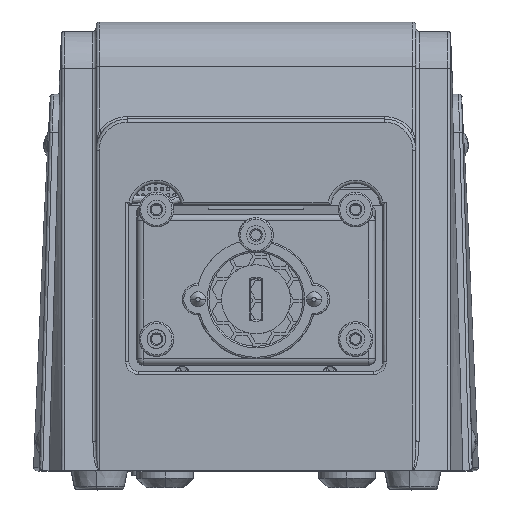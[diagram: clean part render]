
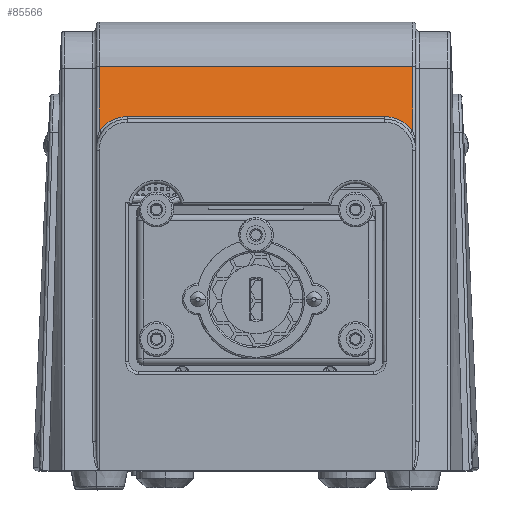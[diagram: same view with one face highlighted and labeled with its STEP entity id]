
A CAD part, top view. The second image highlights one B-rep face of the part: STEP entity #85566.
In plain terms, the highlighted planar face has unit normal (0, 0.209, 0.978).
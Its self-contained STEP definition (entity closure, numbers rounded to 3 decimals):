
#3057 = CARTESIAN_POINT ( 'NONE',  ( 204.219, 143., 82.357 ) ) ;
#5242 = VERTEX_POINT ( 'NONE', #99894 ) ;
#5590 = VECTOR ( 'NONE', #32356, 1000. ) ;
#6520 = ORIENTED_EDGE ( 'NONE', *, *, #31852, .T. ) ;
#6750 = CARTESIAN_POINT ( 'NONE',  ( -41., 112.79, 88.831 ) ) ;
#11292 = EDGE_CURVE ( 'NONE', #42023, #5242, #93649, .T. ) ;
#15002 = DIRECTION ( 'NONE',  ( 0., 0.978, -0.21 ) ) ;
#16075 = ORIENTED_EDGE ( 'NONE', *, *, #34703, .T. ) ;
#17167 = LINE ( 'NONE', #20613, #80973 ) ;
#18811 =( BOUNDED_CURVE ( )  B_SPLINE_CURVE ( 3, ( #97004, #50806, #76598, #81699 ),
 .UNSPECIFIED., .F., .F. ) 
 B_SPLINE_CURVE_WITH_KNOTS ( ( 4, 4 ),
 ( 3.142, 4.1 ),
 .UNSPECIFIED. ) 
 CURVE ( )  GEOMETRIC_REPRESENTATION_ITEM ( )  RATIONAL_B_SPLINE_CURVE ( ( 1., 0.925, 0.925, 1. ) ) 
 REPRESENTATION_ITEM ( '' )  );
#20613 = CARTESIAN_POINT ( 'NONE',  ( 50., 128.772, 85.406 ) ) ;
#28660 = CARTESIAN_POINT ( 'NONE',  ( 204.219, 112.79, 88.831 ) ) ;
#28726 = ORIENTED_EDGE ( 'NONE', *, *, #11292, .T. ) ;
#31852 = EDGE_CURVE ( 'NONE', #60084, #85913, #17167, .T. ) ;
#32356 = DIRECTION ( 'NONE',  ( 0., -0.978, 0.21 ) ) ;
#33838 = DIRECTION ( 'NONE',  ( 0., -0.21, -0.978 ) ) ;
#34703 = EDGE_CURVE ( 'NONE', #85913, #63618, #59803, .T. ) ;
#35885 = DIRECTION ( 'NONE',  ( -1., 0., 0. ) ) ;
#39057 =( BOUNDED_CURVE ( )  B_SPLINE_CURVE ( 3, ( #99083, #39159, #92255, #6750 ),
 .UNSPECIFIED., .F., .F. ) 
 B_SPLINE_CURVE_WITH_KNOTS ( ( 4, 4 ),
 ( 2.183, 3.142 ),
 .UNSPECIFIED. ) 
 CURVE ( )  GEOMETRIC_REPRESENTATION_ITEM ( )  RATIONAL_B_SPLINE_CURVE ( ( 1., 0.925, 0.925, 1. ) ) 
 REPRESENTATION_ITEM ( '' )  );
#39159 = CARTESIAN_POINT ( 'NONE',  ( -47.899, 111.106, 89.192 ) ) ;
#42023 = VERTEX_POINT ( 'NONE', #65487 ) ;
#42593 = LINE ( 'NONE', #80242, #5590 ) ;
#45927 = ORIENTED_EDGE ( 'NONE', *, *, #56621, .T. ) ;
#47805 = VECTOR ( 'NONE', #35885, 1000. ) ;
#48809 = CARTESIAN_POINT ( 'NONE',  ( 50., 128.772, 85.406 ) ) ;
#50806 = CARTESIAN_POINT ( 'NONE',  ( 44.655, 112.79, 88.831 ) ) ;
#51485 = VECTOR ( 'NONE', #103871, 1000. ) ;
#55392 = ORIENTED_EDGE ( 'NONE', *, *, #86499, .T. ) ;
#56621 = EDGE_CURVE ( 'NONE', #57712, #42023, #39057, .T. ) ;
#57712 = VERTEX_POINT ( 'NONE', #84526 ) ;
#59803 = LINE ( 'NONE', #73521, #47805 ) ;
#60084 = VERTEX_POINT ( 'NONE', #73713 ) ;
#63340 = PLANE ( 'NONE',  #74225 ) ;
#63618 = VERTEX_POINT ( 'NONE', #93604 ) ;
#64072 = EDGE_LOOP ( 'NONE', ( #28726, #92380, #6520, #16075, #55392, #45927 ) ) ;
#65487 = CARTESIAN_POINT ( 'NONE',  ( -41., 112.79, 88.831 ) ) ;
#73521 = CARTESIAN_POINT ( 'NONE',  ( 204.219, 128.772, 85.406 ) ) ;
#73713 = CARTESIAN_POINT ( 'NONE',  ( 50., 108.115, 89.832 ) ) ;
#74225 = AXIS2_PLACEMENT_3D ( 'NONE', #3057, #33838, #15002 ) ;
#76598 = CARTESIAN_POINT ( 'NONE',  ( 47.899, 111.106, 89.192 ) ) ;
#80242 = CARTESIAN_POINT ( 'NONE',  ( -50., 102., 91.143 ) ) ;
#80973 = VECTOR ( 'NONE', #88984, 1000. ) ;
#81699 = CARTESIAN_POINT ( 'NONE',  ( 50., 108.115, 89.832 ) ) ;
#84526 = CARTESIAN_POINT ( 'NONE',  ( -50., 108.115, 89.832 ) ) ;
#85566 = ADVANCED_FACE ( 'NONE', ( #100932 ), #63340, .F. ) ;
#85913 = VERTEX_POINT ( 'NONE', #48809 ) ;
#86499 = EDGE_CURVE ( 'NONE', #63618, #57712, #42593, .T. ) ;
#88984 = DIRECTION ( 'NONE',  ( 0., 0.978, -0.21 ) ) ;
#92255 = CARTESIAN_POINT ( 'NONE',  ( -44.655, 112.79, 88.831 ) ) ;
#92380 = ORIENTED_EDGE ( 'NONE', *, *, #100713, .T. ) ;
#93604 = CARTESIAN_POINT ( 'NONE',  ( -50., 128.772, 85.406 ) ) ;
#93649 = LINE ( 'NONE', #28660, #51485 ) ;
#97004 = CARTESIAN_POINT ( 'NONE',  ( 41., 112.79, 88.831 ) ) ;
#99083 = CARTESIAN_POINT ( 'NONE',  ( -50., 108.115, 89.832 ) ) ;
#99894 = CARTESIAN_POINT ( 'NONE',  ( 41., 112.79, 88.831 ) ) ;
#100713 = EDGE_CURVE ( 'NONE', #5242, #60084, #18811, .T. ) ;
#100932 = FACE_OUTER_BOUND ( 'NONE', #64072, .T. ) ;
#103871 = DIRECTION ( 'NONE',  ( 1., 0., 0. ) ) ;
